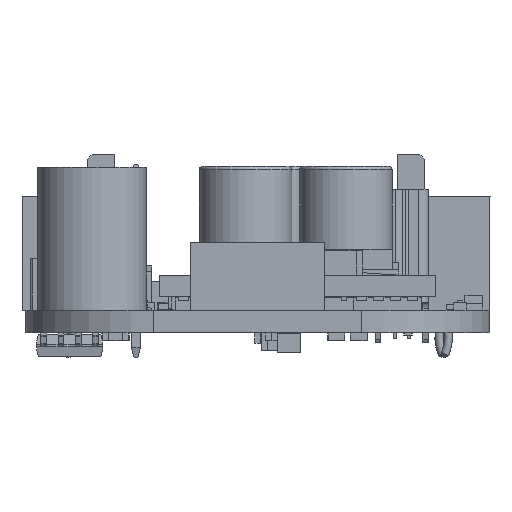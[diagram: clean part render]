
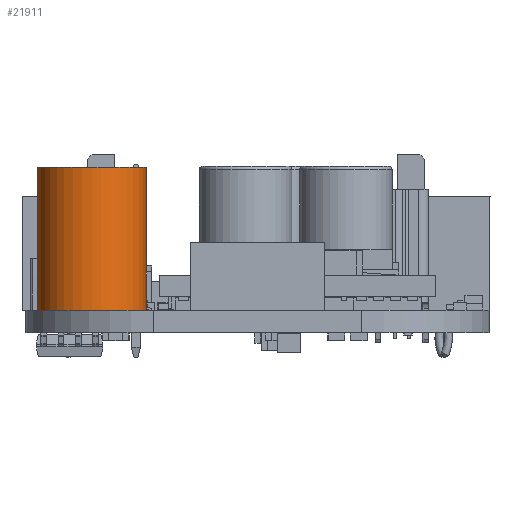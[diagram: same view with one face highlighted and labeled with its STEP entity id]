
A CAD part, front view. The second image highlights one B-rep face of the part: STEP entity #21911.
In plain terms, the highlighted cylindrical face has radius 4 mm (diameter 8 mm), a full revolution.
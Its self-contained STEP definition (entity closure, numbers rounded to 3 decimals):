
#21911 = ADVANCED_FACE('',(#21912),#21925,.T.);
#21912 = FACE_BOUND('',#21913,.T.);
#21913 = EDGE_LOOP('',(#21914,#21951,#21974,#22004));
#21914 = ORIENTED_EDGE('',*,*,#21915,.T.);
#21915 = EDGE_CURVE('',#21916,#21916,#21918,.T.);
#21916 = VERTEX_POINT('',#21917);
#21917 = CARTESIAN_POINT('',(4.,0.,0.));
#21918 = SURFACE_CURVE('',#21919,(#21924,#21935),.PCURVE_S1.);
#21919 = CIRCLE('',#21920,4.);
#21920 = AXIS2_PLACEMENT_3D('',#21921,#21922,#21923);
#21921 = CARTESIAN_POINT('',(0.,0.,0.));
#21922 = DIRECTION('',(0.,0.,1.));
#21923 = DIRECTION('',(1.,0.,0.));
#21924 = PCURVE('',#21925,#21930);
#21925 = CYLINDRICAL_SURFACE('',#21926,4.);
#21926 = AXIS2_PLACEMENT_3D('',#21927,#21928,#21929);
#21927 = CARTESIAN_POINT('',(0.,0.,0.));
#21928 = DIRECTION('',(0.,0.,-1.));
#21929 = DIRECTION('',(1.,0.,0.));
#21930 = DEFINITIONAL_REPRESENTATION('',(#21931),#21934);
#21931 = B_SPLINE_CURVE_WITH_KNOTS('',1,(#21932,#21933),.UNSPECIFIED.,
  .F.,.F.,(2,2),(0.,6.283),.PIECEWISE_BEZIER_KNOTS.);
#21932 = CARTESIAN_POINT('',(6.283,0.));
#21933 = CARTESIAN_POINT('',(0.,0.));
#21934 = ( GEOMETRIC_REPRESENTATION_CONTEXT(2) 
PARAMETRIC_REPRESENTATION_CONTEXT() REPRESENTATION_CONTEXT('2D SPACE',''
  ) );
#21935 = PCURVE('',#21936,#21941);
#21936 = PLANE('',#21937);
#21937 = AXIS2_PLACEMENT_3D('',#21938,#21939,#21940);
#21938 = CARTESIAN_POINT('',(4.,0.,0.));
#21939 = DIRECTION('',(0.,0.,-1.));
#21940 = DIRECTION('',(-1.,0.,0.));
#21941 = DEFINITIONAL_REPRESENTATION('',(#21942),#21950);
#21942 = ( BOUNDED_CURVE() B_SPLINE_CURVE(2,(#21943,#21944,#21945,#21946
    ,#21947,#21948,#21949),.UNSPECIFIED.,.F.,.F.) 
B_SPLINE_CURVE_WITH_KNOTS((1,2,2,2,2,1),(-2.094,0.,
    2.094,4.189,6.283,8.378),
.UNSPECIFIED.) CURVE() GEOMETRIC_REPRESENTATION_ITEM() 
RATIONAL_B_SPLINE_CURVE((1.,0.5,1.,0.5,1.,0.5,1.)) REPRESENTATION_ITEM(
  '') );
#21943 = CARTESIAN_POINT('',(0.,0.));
#21944 = CARTESIAN_POINT('',(0.,6.928));
#21945 = CARTESIAN_POINT('',(6.,3.464));
#21946 = CARTESIAN_POINT('',(12.,0.));
#21947 = CARTESIAN_POINT('',(6.,-3.464));
#21948 = CARTESIAN_POINT('',(0.,-6.928));
#21949 = CARTESIAN_POINT('',(0.,0.));
#21950 = ( GEOMETRIC_REPRESENTATION_CONTEXT(2) 
PARAMETRIC_REPRESENTATION_CONTEXT() REPRESENTATION_CONTEXT('2D SPACE',''
  ) );
#21951 = ORIENTED_EDGE('',*,*,#21952,.T.);
#21952 = EDGE_CURVE('',#21916,#21953,#21955,.T.);
#21953 = VERTEX_POINT('',#21954);
#21954 = CARTESIAN_POINT('',(4.,0.,10.5));
#21955 = SEAM_CURVE('',#21956,(#21960,#21967),.PCURVE_S1.);
#21956 = LINE('',#21957,#21958);
#21957 = CARTESIAN_POINT('',(4.,0.,0.));
#21958 = VECTOR('',#21959,1.);
#21959 = DIRECTION('',(0.,0.,1.));
#21960 = PCURVE('',#21925,#21961);
#21961 = DEFINITIONAL_REPRESENTATION('',(#21962),#21966);
#21962 = LINE('',#21963,#21964);
#21963 = CARTESIAN_POINT('',(0.,0.));
#21964 = VECTOR('',#21965,1.);
#21965 = DIRECTION('',(0.,-1.));
#21966 = ( GEOMETRIC_REPRESENTATION_CONTEXT(2) 
PARAMETRIC_REPRESENTATION_CONTEXT() REPRESENTATION_CONTEXT('2D SPACE',''
  ) );
#21967 = PCURVE('',#21925,#21968);
#21968 = DEFINITIONAL_REPRESENTATION('',(#21969),#21973);
#21969 = LINE('',#21970,#21971);
#21970 = CARTESIAN_POINT('',(6.283,0.));
#21971 = VECTOR('',#21972,1.);
#21972 = DIRECTION('',(0.,-1.));
#21973 = ( GEOMETRIC_REPRESENTATION_CONTEXT(2) 
PARAMETRIC_REPRESENTATION_CONTEXT() REPRESENTATION_CONTEXT('2D SPACE',''
  ) );
#21974 = ORIENTED_EDGE('',*,*,#21975,.F.);
#21975 = EDGE_CURVE('',#21953,#21953,#21976,.T.);
#21976 = SURFACE_CURVE('',#21977,(#21982,#21988),.PCURVE_S1.);
#21977 = CIRCLE('',#21978,4.);
#21978 = AXIS2_PLACEMENT_3D('',#21979,#21980,#21981);
#21979 = CARTESIAN_POINT('',(0.,0.,10.5));
#21980 = DIRECTION('',(0.,0.,1.));
#21981 = DIRECTION('',(1.,0.,0.));
#21982 = PCURVE('',#21925,#21983);
#21983 = DEFINITIONAL_REPRESENTATION('',(#21984),#21987);
#21984 = B_SPLINE_CURVE_WITH_KNOTS('',1,(#21985,#21986),.UNSPECIFIED.,
  .F.,.F.,(2,2),(0.,6.283),.PIECEWISE_BEZIER_KNOTS.);
#21985 = CARTESIAN_POINT('',(6.283,-10.5));
#21986 = CARTESIAN_POINT('',(0.,-10.5));
#21987 = ( GEOMETRIC_REPRESENTATION_CONTEXT(2) 
PARAMETRIC_REPRESENTATION_CONTEXT() REPRESENTATION_CONTEXT('2D SPACE',''
  ) );
#21988 = PCURVE('',#21989,#21994);
#21989 = PLANE('',#21990);
#21990 = AXIS2_PLACEMENT_3D('',#21991,#21992,#21993);
#21991 = CARTESIAN_POINT('',(4.,0.,10.5));
#21992 = DIRECTION('',(0.,0.,-1.));
#21993 = DIRECTION('',(-1.,0.,0.));
#21994 = DEFINITIONAL_REPRESENTATION('',(#21995),#22003);
#21995 = ( BOUNDED_CURVE() B_SPLINE_CURVE(2,(#21996,#21997,#21998,#21999
    ,#22000,#22001,#22002),.UNSPECIFIED.,.F.,.F.) 
B_SPLINE_CURVE_WITH_KNOTS((1,2,2,2,2,1),(-2.094,0.,
    2.094,4.189,6.283,8.378),
.UNSPECIFIED.) CURVE() GEOMETRIC_REPRESENTATION_ITEM() 
RATIONAL_B_SPLINE_CURVE((1.,0.5,1.,0.5,1.,0.5,1.)) REPRESENTATION_ITEM(
  '') );
#21996 = CARTESIAN_POINT('',(0.,0.));
#21997 = CARTESIAN_POINT('',(0.,6.928));
#21998 = CARTESIAN_POINT('',(6.,3.464));
#21999 = CARTESIAN_POINT('',(12.,0.));
#22000 = CARTESIAN_POINT('',(6.,-3.464));
#22001 = CARTESIAN_POINT('',(0.,-6.928));
#22002 = CARTESIAN_POINT('',(0.,0.));
#22003 = ( GEOMETRIC_REPRESENTATION_CONTEXT(2) 
PARAMETRIC_REPRESENTATION_CONTEXT() REPRESENTATION_CONTEXT('2D SPACE',''
  ) );
#22004 = ORIENTED_EDGE('',*,*,#21952,.F.);
